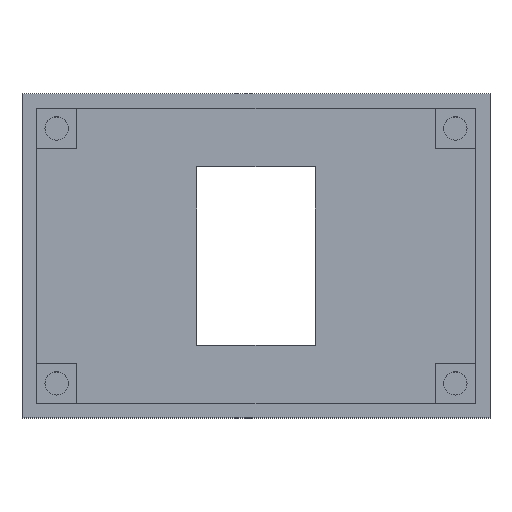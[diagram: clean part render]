
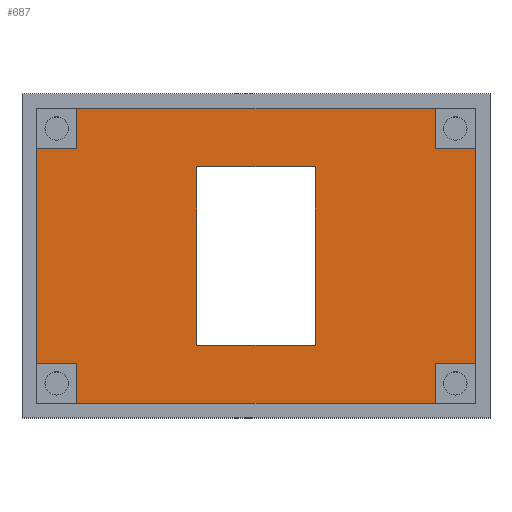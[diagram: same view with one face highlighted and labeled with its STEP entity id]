
A CAD part, top view. The second image highlights one B-rep face of the part: STEP entity #687.
In plain terms, the highlighted planar face has unit normal (0, 0, 1).
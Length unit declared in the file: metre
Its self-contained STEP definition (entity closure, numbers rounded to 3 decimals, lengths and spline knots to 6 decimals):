
#112=ORIENTED_EDGE('',*,*,#276,.T.);
#113=ORIENTED_EDGE('',*,*,#277,.T.);
#114=ORIENTED_EDGE('',*,*,#278,.F.);
#115=ORIENTED_EDGE('',*,*,#279,.F.);
#116=ORIENTED_EDGE('',*,*,#210,.F.);
#117=ORIENTED_EDGE('',*,*,#252,.T.);
#118=ORIENTED_EDGE('',*,*,#235,.T.);
#119=ORIENTED_EDGE('',*,*,#231,.F.);
#120=ORIENTED_EDGE('',*,*,#273,.F.);
#121=ORIENTED_EDGE('',*,*,#228,.T.);
#122=ORIENTED_EDGE('',*,*,#224,.F.);
#123=ORIENTED_EDGE('',*,*,#269,.F.);
#124=ORIENTED_EDGE('',*,*,#221,.T.);
#125=ORIENTED_EDGE('',*,*,#217,.F.);
#126=ORIENTED_EDGE('',*,*,#261,.T.);
#127=ORIENTED_EDGE('',*,*,#214,.T.);
#210=EDGE_CURVE('',#302,#303,#366,.T.);
#214=EDGE_CURVE('',#305,#303,#370,.T.);
#217=EDGE_CURVE('',#308,#309,#373,.T.);
#221=EDGE_CURVE('',#311,#309,#377,.T.);
#224=EDGE_CURVE('',#314,#315,#380,.T.);
#228=EDGE_CURVE('',#317,#315,#384,.T.);
#231=EDGE_CURVE('',#320,#321,#387,.T.);
#235=EDGE_CURVE('',#323,#321,#391,.T.);
#252=EDGE_CURVE('',#302,#323,#408,.T.);
#261=EDGE_CURVE('',#308,#305,#417,.T.);
#269=EDGE_CURVE('',#311,#314,#425,.T.);
#273=EDGE_CURVE('',#317,#320,#429,.T.);
#276=EDGE_CURVE('',#348,#349,#432,.T.);
#277=EDGE_CURVE('',#349,#350,#433,.T.);
#278=EDGE_CURVE('',#351,#350,#434,.T.);
#279=EDGE_CURVE('',#348,#351,#435,.T.);
#302=VERTEX_POINT('',#956);
#303=VERTEX_POINT('',#958);
#305=VERTEX_POINT('',#963);
#308=VERTEX_POINT('',#971);
#309=VERTEX_POINT('',#973);
#311=VERTEX_POINT('',#978);
#314=VERTEX_POINT('',#986);
#315=VERTEX_POINT('',#988);
#317=VERTEX_POINT('',#993);
#320=VERTEX_POINT('',#1001);
#321=VERTEX_POINT('',#1003);
#323=VERTEX_POINT('',#1008);
#348=VERTEX_POINT('',#1085);
#349=VERTEX_POINT('',#1086);
#350=VERTEX_POINT('',#1088);
#351=VERTEX_POINT('',#1090);
#366=LINE('',#957,#450);
#370=LINE('',#965,#454);
#373=LINE('',#972,#457);
#377=LINE('',#980,#461);
#380=LINE('',#987,#464);
#384=LINE('',#995,#468);
#387=LINE('',#1002,#471);
#391=LINE('',#1010,#475);
#408=LINE('',#1045,#492);
#417=LINE('',#1061,#501);
#425=LINE('',#1074,#509);
#429=LINE('',#1079,#513);
#432=LINE('',#1084,#516);
#433=LINE('',#1087,#517);
#434=LINE('',#1089,#518);
#435=LINE('',#1091,#519);
#450=VECTOR('',#776,1.);
#454=VECTOR('',#782,1.);
#457=VECTOR('',#787,1.);
#461=VECTOR('',#793,1.);
#464=VECTOR('',#798,1.);
#468=VECTOR('',#804,1.);
#471=VECTOR('',#809,1.);
#475=VECTOR('',#815,1.);
#492=VECTOR('',#840,1.);
#501=VECTOR('',#851,1.);
#509=VECTOR('',#861,1.);
#513=VECTOR('',#867,1.);
#516=VECTOR('',#874,1.);
#517=VECTOR('',#875,1.);
#518=VECTOR('',#876,1.);
#519=VECTOR('',#877,1.);
#550=EDGE_LOOP('',(#112,#113,#114,#115));
#551=EDGE_LOOP('',(#116,#117,#118,#119,#120,#121,#122,#123,#124,#125,#126,
#127));
#602=FACE_BOUND('',#550,.T.);
#603=FACE_BOUND('',#551,.T.);
#652=PLANE('',#739);
#687=ADVANCED_FACE('',(#602,#603),#652,.F.);
#739=AXIS2_PLACEMENT_3D('',#1083,#872,#873);
#776=DIRECTION('',(1.,0.,0.));
#782=DIRECTION('',(0.,-1.,0.));
#787=DIRECTION('',(0.,-1.,0.));
#793=DIRECTION('',(-1.,0.,0.));
#798=DIRECTION('',(-1.,0.,0.));
#804=DIRECTION('',(0.,1.,0.));
#809=DIRECTION('',(0.,1.,0.));
#815=DIRECTION('',(1.,0.,0.));
#840=DIRECTION('',(0.,-1.,0.));
#851=DIRECTION('',(-1.,0.,0.));
#861=DIRECTION('',(0.,-1.,0.));
#867=DIRECTION('',(-1.,0.,0.));
#872=DIRECTION('',(0.,0.,-1.));
#873=DIRECTION('',(1.,0.,0.));
#874=DIRECTION('',(-1.,0.,0.));
#875=DIRECTION('',(0.,1.,0.));
#876=DIRECTION('',(-1.,0.,0.));
#877=DIRECTION('',(0.,1.,0.));
#956=CARTESIAN_POINT('',(-0.030125,0.01475,0.));
#957=CARTESIAN_POINT('',(-0.027375,0.01475,0.));
#958=CARTESIAN_POINT('',(-0.024625,0.01475,0.));
#963=CARTESIAN_POINT('',(-0.024625,0.02025,0.));
#965=CARTESIAN_POINT('',(-0.024625,0.0175,0.));
#971=CARTESIAN_POINT('',(0.024625,0.02025,0.));
#972=CARTESIAN_POINT('',(0.024625,0.0175,0.));
#973=CARTESIAN_POINT('',(0.024625,0.01475,0.));
#978=CARTESIAN_POINT('',(0.030125,0.01475,0.));
#980=CARTESIAN_POINT('',(0.027375,0.01475,0.));
#986=CARTESIAN_POINT('',(0.030125,-0.01475,0.));
#987=CARTESIAN_POINT('',(0.027375,-0.01475,0.));
#988=CARTESIAN_POINT('',(0.024625,-0.01475,0.));
#993=CARTESIAN_POINT('',(0.024625,-0.02025,0.));
#995=CARTESIAN_POINT('',(0.024625,-0.0175,0.));
#1001=CARTESIAN_POINT('',(-0.024625,-0.02025,0.));
#1002=CARTESIAN_POINT('',(-0.024625,-0.0175,0.));
#1003=CARTESIAN_POINT('',(-0.024625,-0.01475,0.));
#1008=CARTESIAN_POINT('',(-0.030125,-0.01475,0.));
#1010=CARTESIAN_POINT('',(-0.027375,-0.01475,0.));
#1045=CARTESIAN_POINT('',(-0.030125,0.,0.));
#1061=CARTESIAN_POINT('',(0.,0.02025,0.));
#1074=CARTESIAN_POINT('',(0.030125,0.,0.));
#1079=CARTESIAN_POINT('',(0.,-0.02025,0.));
#1083=CARTESIAN_POINT('',(0.,0.,0.));
#1084=CARTESIAN_POINT('',(0.,-0.01225,0.));
#1085=CARTESIAN_POINT('',(0.008125,-0.01225,0.));
#1086=CARTESIAN_POINT('',(-0.008125,-0.01225,0.));
#1087=CARTESIAN_POINT('',(-0.008125,0.,0.));
#1088=CARTESIAN_POINT('',(-0.008125,0.01225,0.));
#1089=CARTESIAN_POINT('',(0.,0.01225,0.));
#1090=CARTESIAN_POINT('',(0.008125,0.01225,0.));
#1091=CARTESIAN_POINT('',(0.008125,0.,0.));
